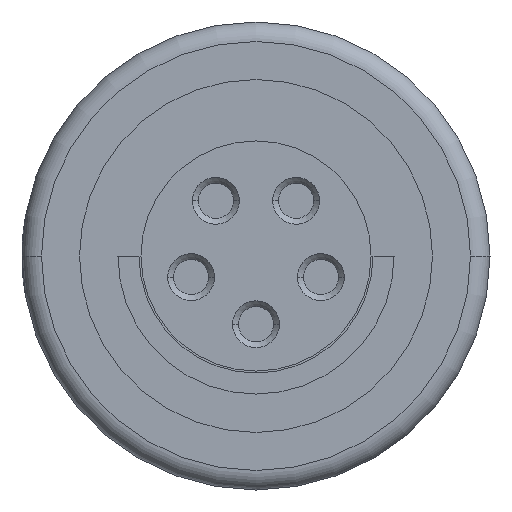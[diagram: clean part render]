
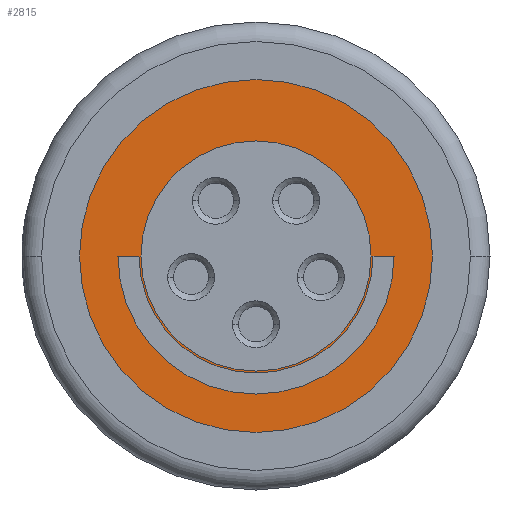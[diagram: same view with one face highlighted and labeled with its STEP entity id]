
A CAD part, left-side view. The second image highlights one B-rep face of the part: STEP entity #2815.
In plain terms, the highlighted planar face has unit normal (-1, 0, 0).
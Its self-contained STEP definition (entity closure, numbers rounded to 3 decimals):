
#50=CARTESIAN_POINT('',(0.,0.,0.));
#51=DIRECTION('',(-1.,0.,0.));
#52=DIRECTION('',(0.,1.,0.));
#53=AXIS2_PLACEMENT_3D('',#50,#51,#52);
#59=CARTESIAN_POINT('',(0.,0.,0.));
#60=DIRECTION('',(1.,0.,0.));
#61=DIRECTION('',(0.,1.,0.));
#62=AXIS2_PLACEMENT_3D('',#59,#60,#61);
#67=DIRECTION('',(0.,1.,0.));
#68=VECTOR('',#67,0.54);
#69=CARTESIAN_POINT('',(0.,-3.54,0.));
#70=LINE('',#69,#68);
#74=CARTESIAN_POINT('',(0.,0.,0.));
#75=DIRECTION('',(-1.,0.,0.));
#76=DIRECTION('',(0.,1.,0.));
#77=AXIS2_PLACEMENT_3D('',#74,#75,#76);
#82=DIRECTION('',(0.,1.,0.));
#83=VECTOR('',#82,0.54);
#84=CARTESIAN_POINT('',(0.,3.,0.));
#85=LINE('',#84,#83);
#89=CARTESIAN_POINT('',(0.,0.,0.));
#90=DIRECTION('',(-1.,0.,0.));
#91=DIRECTION('',(0.,1.,0.));
#92=AXIS2_PLACEMENT_3D('',#89,#90,#91);
#97=CARTESIAN_POINT('',(0.,0.,0.));
#98=DIRECTION('',(1.,0.,0.));
#99=DIRECTION('',(0.,0.,-1.));
#100=AXIS2_PLACEMENT_3D('',#97,#98,#99);
#105=CARTESIAN_POINT('',(0.,0.,0.));
#106=DIRECTION('',(1.,0.,0.));
#107=DIRECTION('',(0.,0.,1.));
#108=AXIS2_PLACEMENT_3D('',#105,#106,#107);
#2472=CARTESIAN_POINT('',(0.,0.,-2.95));
#2473=VERTEX_POINT('',#2472);
#2474=CARTESIAN_POINT('',(0.,0.,2.95));
#2475=VERTEX_POINT('',#2474);
#2677=CARTESIAN_POINT('',(0.,4.525,0.));
#2679=VERTEX_POINT('',#2677);
#2685=CARTESIAN_POINT('',(0.,-4.525,0.));
#2687=VERTEX_POINT('',#2685);
#2780=CARTESIAN_POINT('',(0.,-3.54,0.));
#2781=VERTEX_POINT('',#2780);
#2782=CARTESIAN_POINT('',(0.,-3.,0.));
#2783=VERTEX_POINT('',#2782);
#2784=CARTESIAN_POINT('',(0.,3.,0.));
#2785=VERTEX_POINT('',#2784);
#2786=CARTESIAN_POINT('',(0.,3.54,0.));
#2787=VERTEX_POINT('',#2786);
#2788=CARTESIAN_POINT('',(0.,0.,0.));
#2789=DIRECTION('',(1.,0.,0.));
#2790=DIRECTION('',(0.,0.,-1.));
#2791=AXIS2_PLACEMENT_3D('',#2788,#2789,#2790);
#2792=PLANE('',#2791);
#2794=ORIENTED_EDGE('',*,*,#2793,.F.);
#2796=ORIENTED_EDGE('',*,*,#2795,.T.);
#2797=EDGE_LOOP('',(#2794,#2796));
#2798=FACE_OUTER_BOUND('',#2797,.F.);
#2800=ORIENTED_EDGE('',*,*,#2799,.T.);
#2802=ORIENTED_EDGE('',*,*,#2801,.F.);
#2804=ORIENTED_EDGE('',*,*,#2803,.T.);
#2806=ORIENTED_EDGE('',*,*,#2805,.T.);
#2807=EDGE_LOOP('',(#2800,#2802,#2804,#2806));
#2808=FACE_BOUND('',#2807,.F.);
#2810=ORIENTED_EDGE('',*,*,#2809,.F.);
#2812=ORIENTED_EDGE('',*,*,#2811,.F.);
#2813=EDGE_LOOP('',(#2810,#2812));
#2814=FACE_BOUND('',#2813,.F.);
#54=CIRCLE('',#53,4.525);
#63=CIRCLE('',#62,4.525);
#78=CIRCLE('',#77,3.);
#93=CIRCLE('',#92,3.54);
#101=CIRCLE('',#100,2.95);
#109=CIRCLE('',#108,2.95);
#2793=EDGE_CURVE('',#2679,#2687,#54,.T.);
#2795=EDGE_CURVE('',#2679,#2687,#63,.T.);
#2799=EDGE_CURVE('',#2781,#2783,#70,.T.);
#2801=EDGE_CURVE('',#2785,#2783,#78,.T.);
#2803=EDGE_CURVE('',#2785,#2787,#85,.T.);
#2805=EDGE_CURVE('',#2787,#2781,#93,.T.);
#2809=EDGE_CURVE('',#2473,#2475,#101,.T.);
#2811=EDGE_CURVE('',#2475,#2473,#109,.T.);
#2815=ADVANCED_FACE('',(#2798,#2808,#2814),#2792,.F.);
